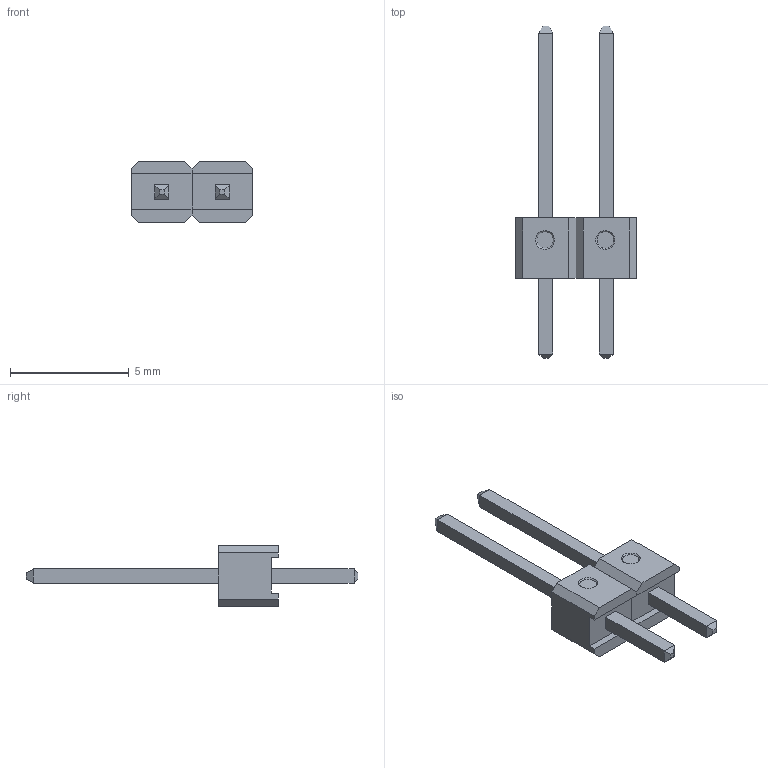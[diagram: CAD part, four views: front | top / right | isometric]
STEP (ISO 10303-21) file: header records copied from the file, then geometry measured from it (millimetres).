
FILE_DESCRIPTION (( 'STEP AP214' ), '1' );
FILE_NAME ('Pin_Header_2.54-2.STEP', '2020-08-29T22:06:33', ( '' ), ( '' ), 'SwSTEP 2.0', 'SolidWorks 2013', '' );
FILE_SCHEMA (( 'AUTOMOTIVE_DESIGN' ));
Length unit declared in the file: millimetre
Products named in the file (3): Header1; pin; Pin_Header_2.54-2
Assembly tree (4 placements, depth 2):
  Pin_Header_2.54-2
    Header1  x2
    pin  x2
Bounding box: 5.08 x 14 x 2.54 mm (x, y, z)
Volume: 37.8 mm3; surface area: 151 mm2
Topology: 4 solids, 4 shells, 70 faces, 164 edges, 104 vertices
Faces by surface type: plane 66, cone 4
Entity records: 1106 total; most frequent: CARTESIAN_POINT 176, DIRECTION 170, ORIENTED_EDGE 164, EDGE_CURVE 82, VECTOR 78, LINE 78, VERTEX_POINT 52, AXIS2_PLACEMENT_3D 46
